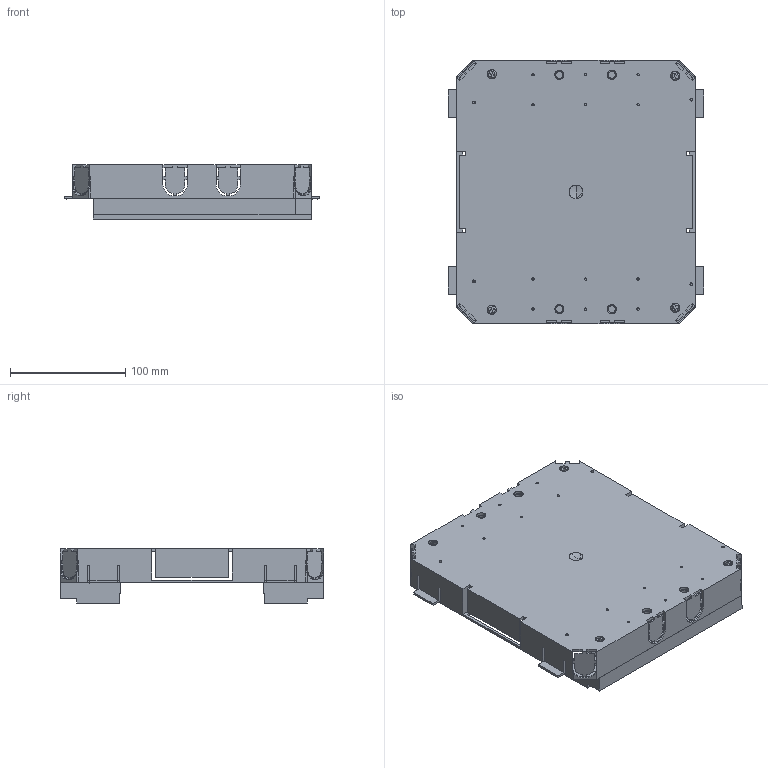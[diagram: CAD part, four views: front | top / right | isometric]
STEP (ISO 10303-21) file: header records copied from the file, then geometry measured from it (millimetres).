
FILE_DESCRIPTION (( 'STEP AP214' ), '1' );
FILE_NAME ('7408698.stp', '2020-12-09T10:58:26', ( '' ), ( '' ), 'SwSTEP 2.0', 'SolidWorks 2020', '' );
FILE_SCHEMA (( 'AUTOMOTIVE_DESIGN' ));
Length unit declared in the file: millimetre
Products named in the file (6): 012040_Standard; 012080_Standard; 7408698; 026599_Standard; 43620A_Standard; P_0000000801_1_Standard
Assembly tree (11 placements, depth 2):
  7408698
    026599_Standard
    012080_Standard
    012040_Standard
    P_0000000801_1_Standard  x4
    43620A_Standard  x4
Bounding box: 221 x 228 x 47 mm (x, y, z)
Volume: 235096.7 mm3; surface area: 216781.8 mm2
Topology: 13 solids, 13 shells, 1080 faces, 3020 edges, 1922 vertices
Faces by surface type: plane 650, cone 194, cylinder 190, torus 32, bspline 10, sphere 4
Entity records: 29180 total; most frequent: CARTESIAN_POINT 4680, ORIENTED_EDGE 4168, DIRECTION 3810, EDGE_CURVE 2084, LINE 1584, VECTOR 1584, VERTEX_POINT 1346, AXIS2_PLACEMENT_3D 1113
